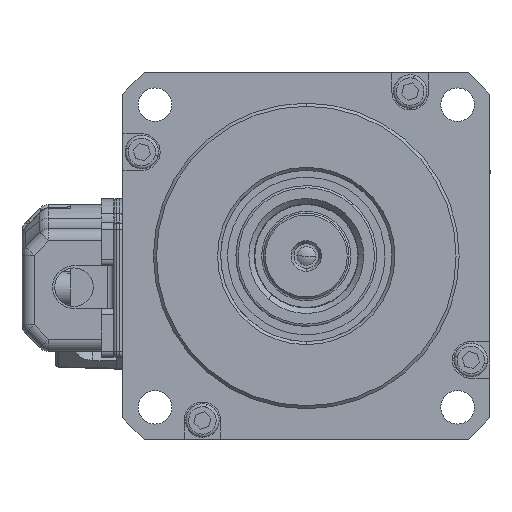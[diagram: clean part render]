
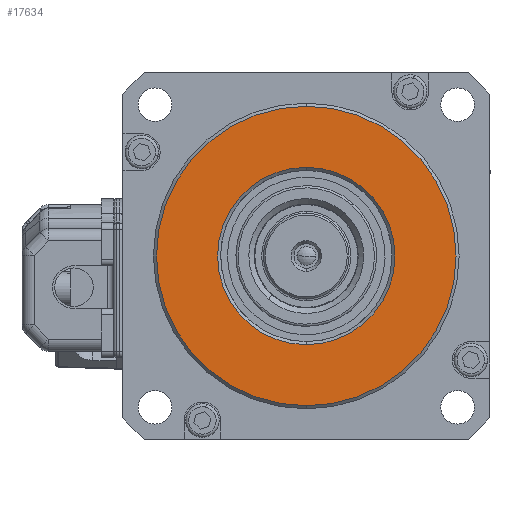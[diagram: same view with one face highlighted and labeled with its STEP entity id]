
A CAD part, front view. The second image highlights one B-rep face of the part: STEP entity #17634.
In plain terms, the highlighted planar face has unit normal (0, -1, 0).
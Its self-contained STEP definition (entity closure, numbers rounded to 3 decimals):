
#1684 = ORIENTED_EDGE ( 'NONE', *, *, #25436, .T. ) ;
#1763 = ORIENTED_EDGE ( 'NONE', *, *, #2535, .T. ) ;
#2535 = EDGE_CURVE ( 'NONE', #9382, #9194, #24958, .T. ) ;
#3574 = PLANE ( 'NONE',  #13654 ) ;
#4138 = AXIS2_PLACEMENT_3D ( 'NONE', #11205, #25677, #13285 ) ;
#4498 = CARTESIAN_POINT ( 'NONE',  ( -60., -7.385, 9.185 ) ) ;
#5677 = DIRECTION ( 'NONE',  ( 0., 0., -1. ) ) ;
#5703 = AXIS2_PLACEMENT_3D ( 'NONE', #22561, #10184, #24638 ) ;
#7113 = CIRCLE ( 'NONE', #4138, 14.5 ) ;
#7153 = CIRCLE ( 'NONE', #11916, 14.5 ) ;
#7983 = DIRECTION ( 'NONE',  ( 0., 1., 0. ) ) ;
#9194 = VERTEX_POINT ( 'NONE', #4498 ) ;
#9382 = VERTEX_POINT ( 'NONE', #13435 ) ;
#9603 = CARTESIAN_POINT ( 'NONE',  ( -60., -7.385, -15.315 ) ) ;
#10184 = DIRECTION ( 'NONE',  ( 0., -1., 0. ) ) ;
#10449 = EDGE_CURVE ( 'NONE', #16593, #21502, #7153, .T. ) ;
#10998 = ORIENTED_EDGE ( 'NONE', *, *, #26308, .T. ) ;
#11205 = CARTESIAN_POINT ( 'NONE',  ( -60., -7.385, -15.315 ) ) ;
#11429 = EDGE_LOOP ( 'NONE', ( #1684, #1763 ) ) ;
#11473 = EDGE_LOOP ( 'NONE', ( #10998, #20248 ) ) ;
#11666 = DIRECTION ( 'NONE',  ( 0., 0., -1. ) ) ;
#11916 = AXIS2_PLACEMENT_3D ( 'NONE', #20324, #7983, #22432 ) ;
#13285 = DIRECTION ( 'NONE',  ( 0., 0., -1. ) ) ;
#13435 = CARTESIAN_POINT ( 'NONE',  ( -60., -7.385, -39.815 ) ) ;
#13654 = AXIS2_PLACEMENT_3D ( 'NONE', #24186, #18027, #5677 ) ;
#15155 = CIRCLE ( 'NONE', #5703, 24.5 ) ;
#16593 = VERTEX_POINT ( 'NONE', #23485 ) ;
#17405 = FACE_BOUND ( 'NONE', #11473, .T. ) ;
#17528 = AXIS2_PLACEMENT_3D ( 'NONE', #9603, #24055, #11666 ) ;
#17634 = ADVANCED_FACE ( 'NONE', ( #17405, #22285 ), #3574, .T. ) ;
#18027 = DIRECTION ( 'NONE',  ( 0., -1., 0. ) ) ;
#18518 = CARTESIAN_POINT ( 'NONE',  ( -60., -7.385, -29.815 ) ) ;
#20248 = ORIENTED_EDGE ( 'NONE', *, *, #10449, .T. ) ;
#20324 = CARTESIAN_POINT ( 'NONE',  ( -60., -7.385, -15.315 ) ) ;
#21502 = VERTEX_POINT ( 'NONE', #18518 ) ;
#22285 = FACE_OUTER_BOUND ( 'NONE', #11429, .T. ) ;
#22432 = DIRECTION ( 'NONE',  ( 0., 0., -1. ) ) ;
#22561 = CARTESIAN_POINT ( 'NONE',  ( -60., -7.385, -15.315 ) ) ;
#23485 = CARTESIAN_POINT ( 'NONE',  ( -60., -7.385, -0.815 ) ) ;
#24055 = DIRECTION ( 'NONE',  ( 0., -1., 0. ) ) ;
#24186 = CARTESIAN_POINT ( 'NONE',  ( -35., -7.385, -15.315 ) ) ;
#24638 = DIRECTION ( 'NONE',  ( 0., 0., -1. ) ) ;
#24958 = CIRCLE ( 'NONE', #17528, 24.5 ) ;
#25436 = EDGE_CURVE ( 'NONE', #9194, #9382, #15155, .T. ) ;
#25677 = DIRECTION ( 'NONE',  ( 0., 1., 0. ) ) ;
#26308 = EDGE_CURVE ( 'NONE', #21502, #16593, #7113, .T. ) ;
